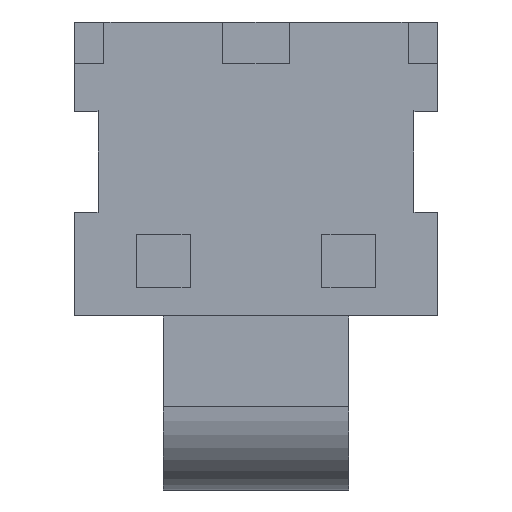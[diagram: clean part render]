
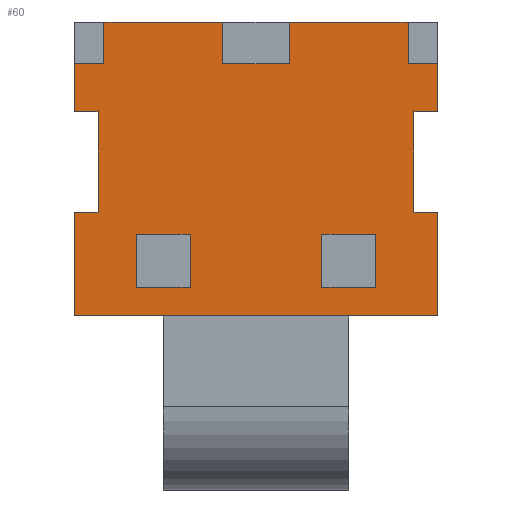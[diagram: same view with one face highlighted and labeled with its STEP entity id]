
A CAD part, front view. The second image highlights one B-rep face of the part: STEP entity #60.
In plain terms, the highlighted planar face has unit normal (0, -1, 0).
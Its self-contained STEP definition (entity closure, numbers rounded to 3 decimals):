
#60=ADVANCED_FACE('',(#133,#134,#135),#136,.T.);
#133=FACE_OUTER_BOUND('',#271,.T.);
#134=FACE_BOUND('',#272,.T.);
#135=FACE_BOUND('',#273,.T.);
#136=PLANE('',#274);
#271=EDGE_LOOP('',(#430,#431,#432,#433,#434,#435,#436,#437,#438,#439,#440,#441,#442,#443,#444,#445,#446,#447,#448,#449,#450,#451));
#272=EDGE_LOOP('',(#452,#453,#454,#455));
#273=EDGE_LOOP('',(#456,#457,#458,#459));
#274=AXIS2_PLACEMENT_3D('',#460,#461,#462);
#430=ORIENTED_EDGE('',*,*,#965,.T.);
#431=ORIENTED_EDGE('',*,*,#966,.F.);
#432=ORIENTED_EDGE('',*,*,#960,.T.);
#433=ORIENTED_EDGE('',*,*,#967,.T.);
#434=ORIENTED_EDGE('',*,*,#968,.T.);
#435=ORIENTED_EDGE('',*,*,#969,.T.);
#436=ORIENTED_EDGE('',*,*,#970,.F.);
#437=ORIENTED_EDGE('',*,*,#971,.T.);
#438=ORIENTED_EDGE('',*,*,#972,.T.);
#439=ORIENTED_EDGE('',*,*,#973,.F.);
#440=ORIENTED_EDGE('',*,*,#974,.F.);
#441=ORIENTED_EDGE('',*,*,#975,.F.);
#442=ORIENTED_EDGE('',*,*,#976,.F.);
#443=ORIENTED_EDGE('',*,*,#977,.T.);
#444=ORIENTED_EDGE('',*,*,#978,.T.);
#445=ORIENTED_EDGE('',*,*,#979,.F.);
#446=ORIENTED_EDGE('',*,*,#980,.F.);
#447=ORIENTED_EDGE('',*,*,#981,.T.);
#448=ORIENTED_EDGE('',*,*,#982,.T.);
#449=ORIENTED_EDGE('',*,*,#983,.F.);
#450=ORIENTED_EDGE('',*,*,#948,.T.);
#451=ORIENTED_EDGE('',*,*,#964,.T.);
#452=ORIENTED_EDGE('',*,*,#984,.T.);
#453=ORIENTED_EDGE('',*,*,#985,.T.);
#454=ORIENTED_EDGE('',*,*,#986,.F.);
#455=ORIENTED_EDGE('',*,*,#987,.F.);
#456=ORIENTED_EDGE('',*,*,#988,.T.);
#457=ORIENTED_EDGE('',*,*,#989,.T.);
#458=ORIENTED_EDGE('',*,*,#990,.F.);
#459=ORIENTED_EDGE('',*,*,#991,.F.);
#460=CARTESIAN_POINT('',(-3.886,-1.397,2.254));
#461=DIRECTION('',(0.0,-1.0,0.0));
#462=DIRECTION('',(0.0,0.0,-1.0));
#948=EDGE_CURVE('',#1133,#1134,#1135,.T.);
#960=EDGE_CURVE('',#1158,#1156,#1159,.T.);
#964=EDGE_CURVE('',#1134,#1163,#1165,.T.);
#965=EDGE_CURVE('',#1163,#1166,#1167,.T.);
#966=EDGE_CURVE('',#1158,#1166,#1168,.T.);
#967=EDGE_CURVE('',#1156,#1169,#1170,.T.);
#968=EDGE_CURVE('',#1169,#1171,#1172,.T.);
#969=EDGE_CURVE('',#1171,#1173,#1174,.T.);
#970=EDGE_CURVE('',#1175,#1173,#1176,.T.);
#971=EDGE_CURVE('',#1175,#1177,#1178,.T.);
#972=EDGE_CURVE('',#1177,#1179,#1180,.T.);
#973=EDGE_CURVE('',#1181,#1179,#1182,.T.);
#974=EDGE_CURVE('',#1183,#1181,#1184,.T.);
#975=EDGE_CURVE('',#1185,#1183,#1186,.T.);
#976=EDGE_CURVE('',#1187,#1185,#1188,.T.);
#977=EDGE_CURVE('',#1187,#1189,#1190,.T.);
#978=EDGE_CURVE('',#1189,#1191,#1192,.T.);
#979=EDGE_CURVE('',#1193,#1191,#1194,.T.);
#980=EDGE_CURVE('',#1195,#1193,#1196,.T.);
#981=EDGE_CURVE('',#1195,#1197,#1198,.T.);
#982=EDGE_CURVE('',#1197,#1199,#1200,.T.);
#983=EDGE_CURVE('',#1133,#1199,#1201,.T.);
#984=EDGE_CURVE('',#1202,#1203,#1204,.T.);
#985=EDGE_CURVE('',#1203,#1205,#1206,.T.);
#986=EDGE_CURVE('',#1207,#1205,#1208,.T.);
#987=EDGE_CURVE('',#1202,#1207,#1209,.T.);
#988=EDGE_CURVE('',#1210,#1211,#1212,.T.);
#989=EDGE_CURVE('',#1211,#1213,#1214,.T.);
#990=EDGE_CURVE('',#1215,#1213,#1216,.T.);
#991=EDGE_CURVE('',#1210,#1215,#1217,.T.);
#1133=VERTEX_POINT('',#1420);
#1134=VERTEX_POINT('',#1421);
#1135=LINE('',#1422,#1423);
#1156=VERTEX_POINT('',#1454);
#1158=VERTEX_POINT('',#1457);
#1159=LINE('',#1458,#1459);
#1163=VERTEX_POINT('',#1465);
#1165=LINE('',#1468,#1469);
#1166=VERTEX_POINT('',#1470);
#1167=LINE('',#1471,#1472);
#1168=LINE('',#1473,#1474);
#1169=VERTEX_POINT('',#1475);
#1170=LINE('',#1476,#1477);
#1171=VERTEX_POINT('',#1478);
#1172=LINE('',#1479,#1480);
#1173=VERTEX_POINT('',#1481);
#1174=LINE('',#1482,#1483);
#1175=VERTEX_POINT('',#1484);
#1176=LINE('',#1485,#1486);
#1177=VERTEX_POINT('',#1487);
#1178=LINE('',#1488,#1489);
#1179=VERTEX_POINT('',#1490);
#1180=LINE('',#1491,#1492);
#1181=VERTEX_POINT('',#1493);
#1182=LINE('',#1494,#1495);
#1183=VERTEX_POINT('',#1496);
#1184=LINE('',#1497,#1498);
#1185=VERTEX_POINT('',#1499);
#1186=LINE('',#1500,#1501);
#1187=VERTEX_POINT('',#1502);
#1188=LINE('',#1503,#1504);
#1189=VERTEX_POINT('',#1505);
#1190=LINE('',#1506,#1507);
#1191=VERTEX_POINT('',#1508);
#1192=LINE('',#1509,#1510);
#1193=VERTEX_POINT('',#1511);
#1194=LINE('',#1512,#1513);
#1195=VERTEX_POINT('',#1514);
#1196=LINE('',#1515,#1516);
#1197=VERTEX_POINT('',#1517);
#1198=LINE('',#1518,#1519);
#1199=VERTEX_POINT('',#1520);
#1200=LINE('',#1521,#1522);
#1201=LINE('',#1523,#1524);
#1202=VERTEX_POINT('',#1525);
#1203=VERTEX_POINT('',#1526);
#1204=LINE('',#1527,#1528);
#1205=VERTEX_POINT('',#1529);
#1206=LINE('',#1530,#1531);
#1207=VERTEX_POINT('',#1532);
#1208=LINE('',#1533,#1534);
#1209=LINE('',#1535,#1536);
#1210=VERTEX_POINT('',#1537);
#1211=VERTEX_POINT('',#1538);
#1212=LINE('',#1539,#1540);
#1213=VERTEX_POINT('',#1541);
#1214=LINE('',#1542,#1543);
#1215=VERTEX_POINT('',#1544);
#1216=LINE('',#1545,#1546);
#1217=LINE('',#1547,#1548);
#1420=CARTESIAN_POINT('',(-3.886,-1.397,2.254));
#1421=CARTESIAN_POINT('',(-3.886,-1.397,1.219));
#1422=CARTESIAN_POINT('',(-3.886,-1.397,2.254));
#1423=VECTOR('',#1870,1.035);
#1454=CARTESIAN_POINT('',(-3.886,-1.397,-3.143));
#1457=CARTESIAN_POINT('',(-3.886,-1.397,-0.921));
#1458=CARTESIAN_POINT('',(-3.886,-1.397,-0.921));
#1459=VECTOR('',#1882,2.223);
#1465=CARTESIAN_POINT('',(-3.378,-1.397,1.219));
#1468=CARTESIAN_POINT('',(-3.886,-1.397,1.219));
#1469=VECTOR('',#1886,0.508);
#1470=CARTESIAN_POINT('',(-3.378,-1.397,-0.921));
#1471=CARTESIAN_POINT('',(-3.378,-1.397,1.219));
#1472=VECTOR('',#1887,2.14);
#1473=CARTESIAN_POINT('',(-3.886,-1.397,-0.921));
#1474=VECTOR('',#1888,0.508);
#1475=CARTESIAN_POINT('',(-1.981,-1.397,-3.143));
#1476=CARTESIAN_POINT('',(-3.886,-1.397,-3.143));
#1477=VECTOR('',#1889,1.905);
#1478=CARTESIAN_POINT('',(1.981,-1.397,-3.143));
#1479=CARTESIAN_POINT('',(-1.981,-1.397,-3.143));
#1480=VECTOR('',#1890,3.962);
#1481=CARTESIAN_POINT('',(3.886,-1.397,-3.143));
#1482=CARTESIAN_POINT('',(1.981,-1.397,-3.143));
#1483=VECTOR('',#1891,1.905);
#1484=CARTESIAN_POINT('',(3.886,-1.397,-0.921));
#1485=CARTESIAN_POINT('',(3.886,-1.397,-0.921));
#1486=VECTOR('',#1892,2.223);
#1487=CARTESIAN_POINT('',(3.378,-1.397,-0.921));
#1488=CARTESIAN_POINT('',(3.886,-1.397,-0.921));
#1489=VECTOR('',#1893,0.508);
#1490=CARTESIAN_POINT('',(3.378,-1.397,1.219));
#1491=CARTESIAN_POINT('',(3.378,-1.397,-0.921));
#1492=VECTOR('',#1894,2.14);
#1493=CARTESIAN_POINT('',(3.886,-1.397,1.219));
#1494=CARTESIAN_POINT('',(3.886,-1.397,1.219));
#1495=VECTOR('',#1895,0.508);
#1496=CARTESIAN_POINT('',(3.886,-1.397,2.254));
#1497=CARTESIAN_POINT('',(3.886,-1.397,2.254));
#1498=VECTOR('',#1896,1.035);
#1499=CARTESIAN_POINT('',(3.251,-1.397,2.254));
#1500=CARTESIAN_POINT('',(3.251,-1.397,2.254));
#1501=VECTOR('',#1897,0.635);
#1502=CARTESIAN_POINT('',(3.251,-1.397,3.143));
#1503=CARTESIAN_POINT('',(3.251,-1.397,3.143));
#1504=VECTOR('',#1898,0.889);
#1505=CARTESIAN_POINT('',(0.711,-1.397,3.143));
#1506=CARTESIAN_POINT('',(3.251,-1.397,3.143));
#1507=VECTOR('',#1899,2.54);
#1508=CARTESIAN_POINT('',(0.711,-1.397,2.254));
#1509=CARTESIAN_POINT('',(0.711,-1.397,3.143));
#1510=VECTOR('',#1900,0.889);
#1511=CARTESIAN_POINT('',(-0.711,-1.397,2.254));
#1512=CARTESIAN_POINT('',(-0.711,-1.397,2.254));
#1513=VECTOR('',#1901,1.422);
#1514=CARTESIAN_POINT('',(-0.711,-1.397,3.143));
#1515=CARTESIAN_POINT('',(-0.711,-1.397,3.143));
#1516=VECTOR('',#1902,0.889);
#1517=CARTESIAN_POINT('',(-3.251,-1.397,3.143));
#1518=CARTESIAN_POINT('',(-0.711,-1.397,3.143));
#1519=VECTOR('',#1903,2.54);
#1520=CARTESIAN_POINT('',(-3.251,-1.397,2.254));
#1521=CARTESIAN_POINT('',(-3.251,-1.397,3.143));
#1522=VECTOR('',#1904,0.889);
#1523=CARTESIAN_POINT('',(-3.886,-1.397,2.254));
#1524=VECTOR('',#1905,0.635);
#1525=CARTESIAN_POINT('',(1.41,-1.397,-1.391));
#1526=CARTESIAN_POINT('',(2.553,-1.397,-1.391));
#1527=CARTESIAN_POINT('',(1.41,-1.397,-1.391));
#1528=VECTOR('',#1906,1.143);
#1529=CARTESIAN_POINT('',(2.553,-1.397,-2.534));
#1530=CARTESIAN_POINT('',(2.553,-1.397,-1.391));
#1531=VECTOR('',#1907,1.143);
#1532=CARTESIAN_POINT('',(1.41,-1.397,-2.534));
#1533=CARTESIAN_POINT('',(1.41,-1.397,-2.534));
#1534=VECTOR('',#1908,1.143);
#1535=CARTESIAN_POINT('',(1.41,-1.397,-1.391));
#1536=VECTOR('',#1909,1.143);
#1537=CARTESIAN_POINT('',(-2.553,-1.397,-1.391));
#1538=CARTESIAN_POINT('',(-1.41,-1.397,-1.391));
#1539=CARTESIAN_POINT('',(-2.553,-1.397,-1.391));
#1540=VECTOR('',#1910,1.143);
#1541=CARTESIAN_POINT('',(-1.41,-1.397,-2.534));
#1542=CARTESIAN_POINT('',(-1.41,-1.397,-1.391));
#1543=VECTOR('',#1911,1.143);
#1544=CARTESIAN_POINT('',(-2.553,-1.397,-2.534));
#1545=CARTESIAN_POINT('',(-2.553,-1.397,-2.534));
#1546=VECTOR('',#1912,1.143);
#1547=CARTESIAN_POINT('',(-2.553,-1.397,-1.391));
#1548=VECTOR('',#1913,1.143);
#1870=DIRECTION('',(0.0,0.0,-1.0));
#1882=DIRECTION('',(0.0,0.0,-1.0));
#1886=DIRECTION('',(1.0,0.0,0.0));
#1887=DIRECTION('',(0.0,0.0,-1.0));
#1888=DIRECTION('',(1.0,0.0,0.0));
#1889=DIRECTION('',(1.0,0.0,0.0));
#1890=DIRECTION('',(1.0,0.0,0.0));
#1891=DIRECTION('',(1.0,0.0,0.0));
#1892=DIRECTION('',(0.0,0.0,-1.0));
#1893=DIRECTION('',(-1.0,0.0,0.0));
#1894=DIRECTION('',(0.0,0.0,1.0));
#1895=DIRECTION('',(-1.0,0.0,0.0));
#1896=DIRECTION('',(0.0,0.0,-1.0));
#1897=DIRECTION('',(1.0,0.0,0.0));
#1898=DIRECTION('',(0.0,0.0,-1.0));
#1899=DIRECTION('',(-1.0,0.0,0.0));
#1900=DIRECTION('',(0.0,0.0,-1.0));
#1901=DIRECTION('',(1.0,0.0,0.0));
#1902=DIRECTION('',(0.0,0.0,-1.0));
#1903=DIRECTION('',(-1.0,0.0,0.0));
#1904=DIRECTION('',(0.0,0.0,-1.0));
#1905=DIRECTION('',(1.0,0.0,0.0));
#1906=DIRECTION('',(1.0,0.0,0.0));
#1907=DIRECTION('',(0.0,0.0,-1.0));
#1908=DIRECTION('',(1.0,0.0,0.0));
#1909=DIRECTION('',(0.0,0.0,-1.0));
#1910=DIRECTION('',(1.0,0.0,0.0));
#1911=DIRECTION('',(0.0,0.0,-1.0));
#1912=DIRECTION('',(1.0,0.0,0.0));
#1913=DIRECTION('',(0.0,0.0,-1.0));
